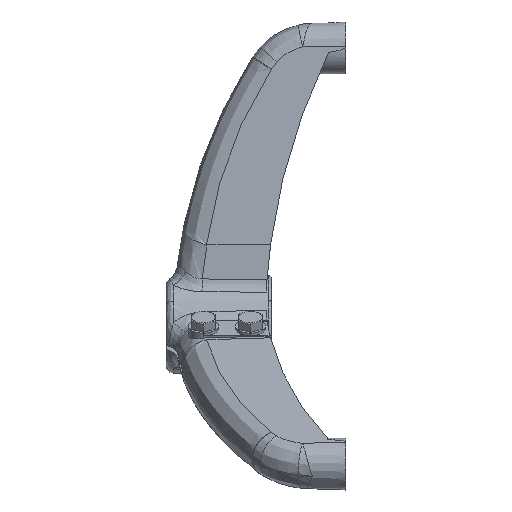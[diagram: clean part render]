
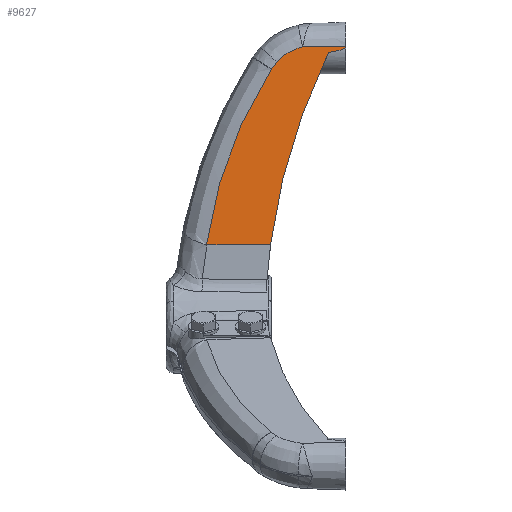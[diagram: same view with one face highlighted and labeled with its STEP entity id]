
A CAD part, left-side view. The second image highlights one B-rep face of the part: STEP entity #9627.
In plain terms, the highlighted planar face has unit normal (-0.998, 0.035, 0.044).
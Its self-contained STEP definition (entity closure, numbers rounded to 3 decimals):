
#367 = B_SPLINE_CURVE_WITH_KNOTS ( 'NONE', 3,
 ( #13426, #7585, #9778, #2865 ),
 .UNSPECIFIED., .F., .F.,
 ( 4, 4 ),
 ( 0., 1. ),
 .UNSPECIFIED. ) ;
#470 = EDGE_CURVE ( 'NONE', #9915, #1102, #999, .T. ) ;
#579 = VERTEX_POINT ( 'NONE', #4248 ) ;
#999 = LINE ( 'NONE', #8022, #7770 ) ;
#1102 = VERTEX_POINT ( 'NONE', #14183 ) ;
#1155 = EDGE_CURVE ( 'NONE', #5727, #9915, #7968, .T. ) ;
#1206 = ORIENTED_EDGE ( 'NONE', *, *, #5975, .F. ) ;
#1323 = FACE_OUTER_BOUND ( 'NONE', #7374, .T. ) ;
#1342 = ORIENTED_EDGE ( 'NONE', *, *, #11090, .F. ) ;
#1414 = CARTESIAN_POINT ( 'NONE',  ( -24.072, 112.433, 64.956 ) ) ;
#1545 = DIRECTION ( 'NONE',  ( 0.035, 0.999, -0.001 ) ) ;
#1838 = CARTESIAN_POINT ( 'NONE',  ( -24.084, 112.152, 64.914 ) ) ;
#2397 = CARTESIAN_POINT ( 'NONE',  ( -20.993, 0., 224.614 ) ) ;
#2581 = CARTESIAN_POINT ( 'NONE',  ( -19.901, 66.991, 196.156 ) ) ;
#2733 = CARTESIAN_POINT ( 'NONE',  ( -23.749, 53.667, 119.115 ) ) ;
#2865 = CARTESIAN_POINT ( 'NONE',  ( -19.571, 55.707, 212.662 ) ) ;
#3166 = CARTESIAN_POINT ( 'NONE',  ( -19.534, 49.705, 218.282 ) ) ;
#3295 = ORIENTED_EDGE ( 'NONE', *, *, #1155, .T. ) ;
#3538 = VERTEX_POINT ( 'NONE', #7118 ) ;
#3560 = CARTESIAN_POINT ( 'NONE',  ( -20.98, 0., 224.921 ) ) ;
#3634 = EDGE_CURVE ( 'NONE', #13084, #14773, #9614, .T. ) ;
#3736 = PLANE ( 'NONE',  #14100 ) ;
#3845 = CARTESIAN_POINT ( 'NONE',  ( -25.878, 60.763, 64.953 ) ) ;
#3915 = CARTESIAN_POINT ( 'NONE',  ( -20.695, 13.786, 220.433 ) ) ;
#4069 = VERTEX_POINT ( 'NONE', #8553 ) ;
#4166 = CARTESIAN_POINT ( 'NONE',  ( -24.08, 112.247, 64.914 ) ) ;
#4248 = CARTESIAN_POINT ( 'NONE',  ( -24.072, 112.433, 64.956 ) ) ;
#4474 = VERTEX_POINT ( 'NONE', #5340 ) ;
#5340 = CARTESIAN_POINT ( 'NONE',  ( -19.671, 60.143, 206.857 ) ) ;
#5700 = CARTESIAN_POINT ( 'NONE',  ( -21., 0.579, 224. ) ) ;
#5727 = VERTEX_POINT ( 'NONE', #14589 ) ;
#5975 = EDGE_CURVE ( 'NONE', #9098, #1102, #15158, .T. ) ;
#6149 = CARTESIAN_POINT ( 'NONE',  ( -21., 0.579, 224. ) ) ;
#6193 = CARTESIAN_POINT ( 'NONE',  ( -20.168, 73.262, 185.086 ) ) ;
#6264 = VECTOR ( 'NONE', #1545, 1000. ) ;
#6391 = EDGE_CURVE ( 'NONE', #14773, #579, #10846, .T. ) ;
#6910 = ORIENTED_EDGE ( 'NONE', *, *, #12762, .F. ) ;
#7118 = CARTESIAN_POINT ( 'NONE',  ( -19.665, 59.972, 207.123 ) ) ;
#7119 = CARTESIAN_POINT ( 'NONE',  ( -20.695, 13.786, 220.433 ) ) ;
#7374 = EDGE_LOOP ( 'NONE', ( #13747, #1206, #15275, #6910, #1342, #11213, #10873, #14430, #11255, #3295 ) ) ;
#7574 = CARTESIAN_POINT ( 'NONE',  ( -19.571, 55.707, 212.662 ) ) ;
#7585 = CARTESIAN_POINT ( 'NONE',  ( -19.623, 58.715, 209.088 ) ) ;
#7672 = CARTESIAN_POINT ( 'NONE',  ( -23.116, 108.304, 90.023 ) ) ;
#7716 = CARTESIAN_POINT ( 'NONE',  ( -19.535, 52.934, 215.682 ) ) ;
#7770 = VECTOR ( 'NONE', #9187, 1000. ) ;
#7953 = CARTESIAN_POINT ( 'NONE',  ( -19.767, 34.777, 224.868 ) ) ;
#7968 =( BOUNDED_CURVE ( )  B_SPLINE_CURVE ( 3, ( #6149, #12058, #2397, #3560 ),
 .UNSPECIFIED., .F., .T. ) 
 B_SPLINE_CURVE_WITH_KNOTS ( ( 4, 4 ),
 ( 6.239, 6.283 ),
 .UNSPECIFIED. ) 
 CURVE ( )  GEOMETRIC_REPRESENTATION_ITEM ( )  RATIONAL_B_SPLINE_CURVE ( ( 1., 1., 1., 1. ) ) 
 REPRESENTATION_ITEM ( '' )  );
#8022 = CARTESIAN_POINT ( 'NONE',  ( -20.373, 17.388, 224.894 ) ) ;
#8136 = EDGE_CURVE ( 'NONE', #3538, #9098, #367, .T. ) ;
#8517 = CARTESIAN_POINT ( 'NONE',  ( -25.878, 60.763, 64.953 ) ) ;
#8553 = CARTESIAN_POINT ( 'NONE',  ( -20.695, 13.786, 220.433 ) ) ;
#8695 = CARTESIAN_POINT ( 'NONE',  ( -20.771, 84.572, 162.335 ) ) ;
#8707 = CARTESIAN_POINT ( 'NONE',  ( -22.005, 37.868, 171.404 ) ) ;
#8755 = EDGE_CURVE ( 'NONE', #4069, #13084, #10401, .T. ) ;
#8781 = CARTESIAN_POINT ( 'NONE',  ( -25.878, 60.763, 64.953 ) ) ;
#8906 = B_SPLINE_CURVE_WITH_KNOTS ( 'NONE', 3,
 ( #1414, #13573, #7672, #9709, #13360, #12247, #8695, #6193, #2581, #10997 ),
 .UNSPECIFIED., .F., .F.,
 ( 4, 2, 2, 2, 4 ),
 ( 0., 0.25, 0.5, 0.75, 1. ),
 .UNSPECIFIED. ) ;
#8950 = CARTESIAN_POINT ( 'NONE',  ( -24.076, 112.342, 64.928 ) ) ;
#9047 = CARTESIAN_POINT ( 'NONE',  ( -20.98, 0., 224.921 ) ) ;
#9079 = EDGE_CURVE ( 'NONE', #4069, #5727, #10495, .T. ) ;
#9098 = VERTEX_POINT ( 'NONE', #7574 ) ;
#9187 = DIRECTION ( 'NONE',  ( 0.035, 0.999, -0.002 ) ) ;
#9614 = LINE ( 'NONE', #8517, #6264 ) ;
#9627 = ADVANCED_FACE ( 'NONE', ( #1323 ), #3736, .F. ) ;
#9709 = CARTESIAN_POINT ( 'NONE',  ( -22.249, 102.148, 114.665 ) ) ;
#9778 = CARTESIAN_POINT ( 'NONE',  ( -19.591, 57.285, 210.944 ) ) ;
#9915 = VERTEX_POINT ( 'NONE', #9047 ) ;
#10375 = VECTOR ( 'NONE', #12759, 1000. ) ;
#10392 = CARTESIAN_POINT ( 'NONE',  ( -19.6, 42.622, 222.412 ) ) ;
#10401 =( BOUNDED_CURVE ( )  B_SPLINE_CURVE ( 3, ( #3915, #8707, #2733, #8781 ),
 .UNSPECIFIED., .F., .F. ) 
 B_SPLINE_CURVE_WITH_KNOTS ( ( 4, 4 ),
 ( 0.442, 0.768 ),
 .UNSPECIFIED. ) 
 CURVE ( )  GEOMETRIC_REPRESENTATION_ITEM ( )  RATIONAL_B_SPLINE_CURVE ( ( 1., 0.991, 0.991, 1. ) ) 
 REPRESENTATION_ITEM ( '' )  );
#10495 =( BOUNDED_CURVE ( )  B_SPLINE_CURVE ( 3, ( #7119, #10500, #14288, #5700 ),
 .UNSPECIFIED., .F., .T. ) 
 B_SPLINE_CURVE_WITH_KNOTS ( ( 4, 4 ),
 ( 6.069, 6.239 ),
 .UNSPECIFIED. ) 
 CURVE ( )  GEOMETRIC_REPRESENTATION_ITEM ( )  RATIONAL_B_SPLINE_CURVE ( ( 1., 0.998, 0.998, 1. ) ) 
 REPRESENTATION_ITEM ( '' )  );
#10500 = CARTESIAN_POINT ( 'NONE',  ( -20.898, 6.494, 221.612 ) ) ;
#10846 = B_SPLINE_CURVE_WITH_KNOTS ( 'NONE', 3,
 ( #1838, #4166, #8950, #13765 ),
 .UNSPECIFIED., .F., .F.,
 ( 4, 4 ),
 ( 0., 1. ),
 .UNSPECIFIED. ) ;
#10873 = ORIENTED_EDGE ( 'NONE', *, *, #3634, .F. ) ;
#10997 = CARTESIAN_POINT ( 'NONE',  ( -19.671, 60.143, 206.857 ) ) ;
#11052 = CARTESIAN_POINT ( 'NONE',  ( -24.084, 112.152, 64.914 ) ) ;
#11090 = EDGE_CURVE ( 'NONE', #579, #4474, #8906, .T. ) ;
#11209 = CARTESIAN_POINT ( 'NONE',  ( -24.137, 114.681, 61.673 ) ) ;
#11213 = ORIENTED_EDGE ( 'NONE', *, *, #6391, .F. ) ;
#11255 = ORIENTED_EDGE ( 'NONE', *, *, #9079, .T. ) ;
#12058 = CARTESIAN_POINT ( 'NONE',  ( -21., 0.193, 224.307 ) ) ;
#12247 = CARTESIAN_POINT ( 'NONE',  ( -21.108, 89.612, 150.655 ) ) ;
#12316 = DIRECTION ( 'NONE',  ( 0.044, 0., 0.999 ) ) ;
#12759 = DIRECTION ( 'NONE',  ( 0.018, -0.539, 0.842 ) ) ;
#12762 = EDGE_CURVE ( 'NONE', #4474, #3538, #15112, .T. ) ;
#13084 = VERTEX_POINT ( 'NONE', #3845 ) ;
#13360 = CARTESIAN_POINT ( 'NONE',  ( -21.847, 98.4, 126.82 ) ) ;
#13426 = CARTESIAN_POINT ( 'NONE',  ( -19.665, 59.972, 207.123 ) ) ;
#13564 = DIRECTION ( 'NONE',  ( 0.998, -0.035, -0.044 ) ) ;
#13573 = CARTESIAN_POINT ( 'NONE',  ( -23.58, 110.711, 77.536 ) ) ;
#13747 = ORIENTED_EDGE ( 'NONE', *, *, #470, .T. ) ;
#13765 = CARTESIAN_POINT ( 'NONE',  ( -24.072, 112.433, 64.956 ) ) ;
#13931 = CARTESIAN_POINT ( 'NONE',  ( -19.665, 59.972, 207.123 ) ) ;
#13943 = CARTESIAN_POINT ( 'NONE',  ( -19.571, 55.707, 212.662 ) ) ;
#14100 = AXIS2_PLACEMENT_3D ( 'NONE', #11209, #13564, #12316 ) ;
#14183 = CARTESIAN_POINT ( 'NONE',  ( -19.767, 34.777, 224.868 ) ) ;
#14288 = CARTESIAN_POINT ( 'NONE',  ( -21., 2.081, 222.804 ) ) ;
#14430 = ORIENTED_EDGE ( 'NONE', *, *, #8755, .F. ) ;
#14589 = CARTESIAN_POINT ( 'NONE',  ( -21., 0.579, 224. ) ) ;
#14773 = VERTEX_POINT ( 'NONE', #11052 ) ;
#15112 = LINE ( 'NONE', #13931, #10375 ) ;
#15158 = B_SPLINE_CURVE_WITH_KNOTS ( 'NONE', 3,
 ( #13943, #7716, #3166, #10392, #15272, #7953 ),
 .UNSPECIFIED., .F., .F.,
 ( 4, 2, 4 ),
 ( 0., 0.5, 1. ),
 .UNSPECIFIED. ) ;
#15272 = CARTESIAN_POINT ( 'NONE',  ( -19.668, 38.768, 223.942 ) ) ;
#15275 = ORIENTED_EDGE ( 'NONE', *, *, #8136, .F. ) ;
